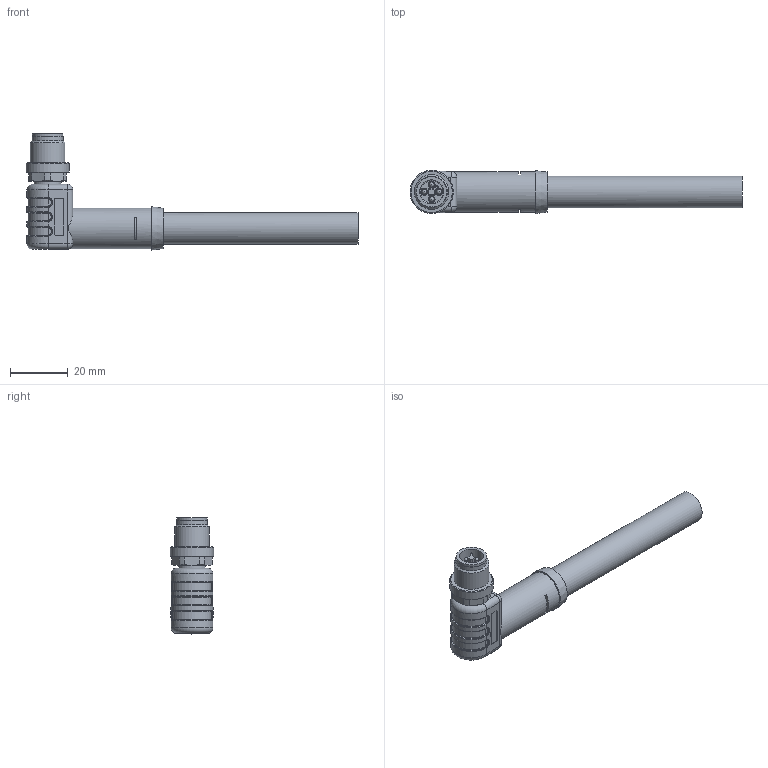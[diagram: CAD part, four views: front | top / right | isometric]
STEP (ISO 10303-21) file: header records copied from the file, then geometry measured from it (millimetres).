
FILE_DESCRIPTION(/* description */ (''),/* implementation_level */ '2;1');
FILE_NAME(/* name */ '5024498-06-04-2016.stp',/* time_stamp */ '2016-04-06T13:02:41+02:00',/* author */ (''),/* organization */ (''),/* preprocessor_version */ 'ST-DEVELOPER v16',/* originating_system */ 'SIEMENS PLM Software NX 10.0',/* authorisation */ '');
FILE_SCHEMA (('AUTOMOTIVE_DESIGN { 1 0 10303 214 3 1 1 1 }'));
Length unit declared in the file: millimetre
Products named in the file (1): t.he0A60BF96721r
Bounding box: 114.99 x 15 x 40.2 mm (x, y, z)
Volume: 17477.9 mm3; surface area: 6685.4 mm2
Topology: 1 solids, 1 shells, 207 faces, 489 edges, 297 vertices
Faces by surface type: plane 65, cylinder 61, bspline 36, torus 23, cone 14, sphere 8
Full cylindrical faces by diameter (mm): 1.5 x4, 2.12 x3, 2.17 x1, 8.35 x1, 9.3 x1, 10.5 x1, 10.8 x1, 11 x1, 12 x1, 14 x1, 15 x1
Entity records: 6112 total; most frequent: CARTESIAN_POINT 1672, DIRECTION 945, ORIENTED_EDGE 870, EDGE_CURVE 435, AXIS2_PLACEMENT_3D 399, VERTEX_POINT 276, EDGE_LOOP 253, ADVANCED_FACE 207
